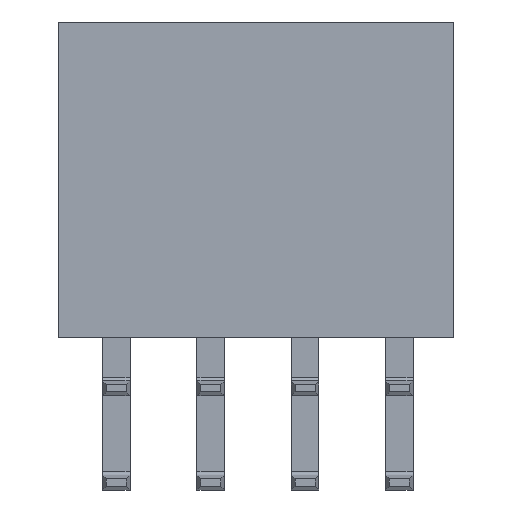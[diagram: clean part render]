
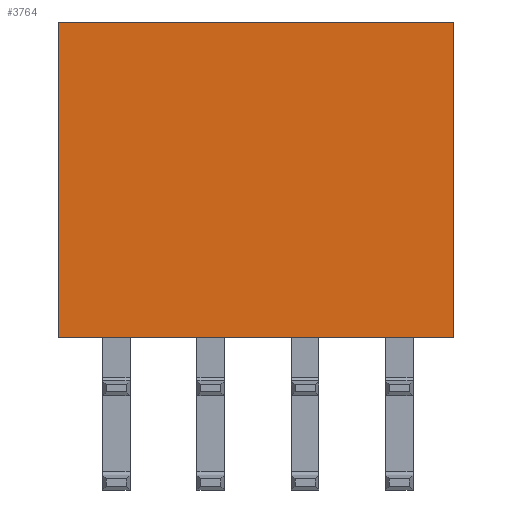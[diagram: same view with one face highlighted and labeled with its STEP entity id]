
A CAD part, front view. The second image highlights one B-rep face of the part: STEP entity #3764.
In plain terms, the highlighted planar face has unit normal (0, -1, 0).
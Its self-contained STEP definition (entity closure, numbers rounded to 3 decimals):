
#384=ORIENTED_EDGE('',*,*,#1400,.F.);
#385=ORIENTED_EDGE('',*,*,#1411,.F.);
#386=ORIENTED_EDGE('',*,*,#1405,.F.);
#387=ORIENTED_EDGE('',*,*,#1198,.F.);
#1198=EDGE_CURVE('',#1740,#1741,#2088,.T.);
#1400=EDGE_CURVE('',#1893,#1740,#2290,.T.);
#1405=EDGE_CURVE('',#1741,#1896,#2295,.T.);
#1411=EDGE_CURVE('',#1896,#1893,#2301,.T.);
#1740=VERTEX_POINT('',#5185);
#1741=VERTEX_POINT('',#5187);
#1893=VERTEX_POINT('',#5574);
#1896=VERTEX_POINT('',#5584);
#2088=LINE('',#5186,#2606);
#2290=LINE('',#5575,#2808);
#2295=LINE('',#5583,#2813);
#2301=LINE('',#5593,#2819);
#2606=VECTOR('',#4207,1000.);
#2808=VECTOR('',#4477,1000.);
#2813=VECTOR('',#4484,1000.);
#2819=VECTOR('',#4494,1000.);
#3160=EDGE_LOOP('',(#384,#385,#386,#387));
#3376=FACE_BOUND('',#3160,.T.);
#3576=PLANE('',#4002);
#3764=ADVANCED_FACE('',(#3376),#3576,.F.);
#4002=AXIS2_PLACEMENT_3D('',#5594,#4495,#4496);
#4207=DIRECTION('',(1.,0.,0.));
#4477=DIRECTION('',(0.,0.,1.));
#4484=DIRECTION('',(0.,0.,-1.));
#4494=DIRECTION('',(-1.,0.,0.));
#4495=DIRECTION('',(0.,1.,0.));
#4496=DIRECTION('',(0.,0.,1.));
#5185=CARTESIAN_POINT('',(-5.33,-2.5,4.25));
#5186=CARTESIAN_POINT('',(-5.33,-2.5,4.25));
#5187=CARTESIAN_POINT('',(5.33,-2.5,4.25));
#5574=CARTESIAN_POINT('',(-5.33,-2.5,-4.25));
#5575=CARTESIAN_POINT('',(-5.33,-2.5,-4.25));
#5583=CARTESIAN_POINT('',(5.33,-2.5,4.25));
#5584=CARTESIAN_POINT('',(5.33,-2.5,-4.25));
#5593=CARTESIAN_POINT('',(5.33,-2.5,-4.25));
#5594=CARTESIAN_POINT('',(0.,-2.5,0.));
